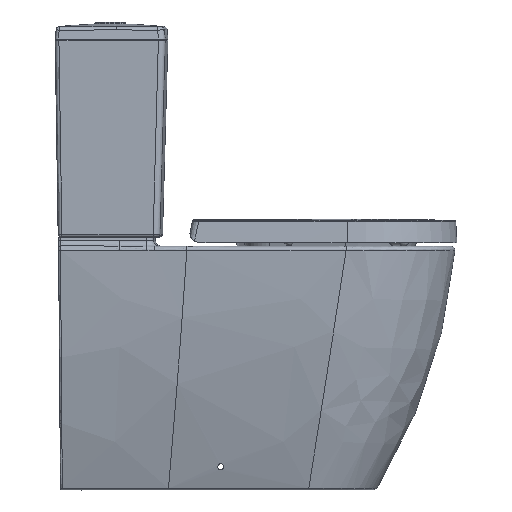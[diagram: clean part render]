
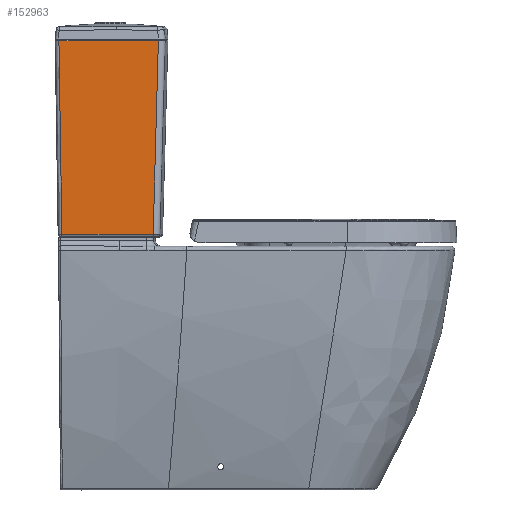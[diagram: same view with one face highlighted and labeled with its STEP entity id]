
A CAD part, front view. The second image highlights one B-rep face of the part: STEP entity #152963.
In plain terms, the highlighted face is planar.
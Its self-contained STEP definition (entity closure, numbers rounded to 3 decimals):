
#146145=CARTESIAN_POINT('',(194.955,-4.955,322.046));
#146146=VERTEX_POINT('',#146145);
#151388=CARTESIAN_POINT('',(190.076,149.682,4.923));
#151389=VERTEX_POINT('',#151388);
#151414=CARTESIAN_POINT('',(190.076,-0.076,4.923));
#151415=VERTEX_POINT('',#151414);
#151416=CARTESIAN_POINT('',(190.076,-0.076,4.923));
#151417=DIRECTION('',(0.0,1.0,0.0));
#151418=VECTOR('',#151417,149.758);
#151419=LINE('',#151416,#151418);
#151420=EDGE_CURVE('',#151415,#151389,#151419,.T.);
#152158=CARTESIAN_POINT('',(194.955,-4.955,322.046));
#152159=DIRECTION('',(-0.015,0.015,-1.));
#152160=VECTOR('',#152159,317.197);
#152161=LINE('',#152158,#152160);
#152162=EDGE_CURVE('',#146146,#151415,#152161,.T.);
#152902=CARTESIAN_POINT('',(194.955,158.229,322.045));
#152903=VERTEX_POINT('',#152902);
#152919=CARTESIAN_POINT('',(190.076,149.682,4.923));
#152920=CARTESIAN_POINT('',(190.56,150.529,36.389));
#152921=CARTESIAN_POINT('',(191.036,151.364,67.346));
#152922=CARTESIAN_POINT('',(191.511,152.195,98.183));
#152923=CARTESIAN_POINT('',(192.509,153.945,163.104));
#152924=CARTESIAN_POINT('',(193.508,155.696,228.024));
#152925=CARTESIAN_POINT('',(193.986,156.533,259.058));
#152926=CARTESIAN_POINT('',(194.466,157.373,290.259));
#152927=CARTESIAN_POINT('',(194.955,158.229,322.045));
#152928=B_SPLINE_CURVE_WITH_KNOTS('',5,(#152919,#152920,#152921,#152922,#152923,#152924,#152925,#152926,#152927),.UNSPECIFIED.,.F.,.U.,(6,3,6),(-415.79,-258.12,-98.516),.UNSPECIFIED.);
#152929=EDGE_CURVE('',#151389,#152903,#152928,.T.);
#152936=CARTESIAN_POINT('',(192.5,79.437,162.5));
#152937=DIRECTION('',(-1.,0.0,0.015));
#152938=DIRECTION('',(0.015,0.0,1.));
#152939=AXIS2_PLACEMENT_3D('',#152936,#152937,#152938);
#152940=PLANE('',#152939);
#152941=ORIENTED_EDGE('',*,*,#152929,.T.);
#152942=CARTESIAN_POINT('',(194.955,0.059,322.045));
#152943=VERTEX_POINT('',#152942);
#152944=CARTESIAN_POINT('',(194.955,0.059,322.045));
#152945=DIRECTION('',(0.0,1.0,0.0));
#152946=VECTOR('',#152945,158.17);
#152947=LINE('',#152944,#152946);
#152948=EDGE_CURVE('',#152943,#152903,#152947,.T.);
#152949=ORIENTED_EDGE('',*,*,#152948,.F.);
#152950=CARTESIAN_POINT('',(194.955,-4.955,322.046));
#152951=CARTESIAN_POINT('',(194.955,-4.159,322.045));
#152952=CARTESIAN_POINT('',(194.955,-3.637,322.045));
#152953=CARTESIAN_POINT('',(194.955,-1.451,322.046));
#152954=CARTESIAN_POINT('',(194.955,-0.109,322.046));
#152955=CARTESIAN_POINT('',(194.955,0.059,322.046));
#152956=B_SPLINE_CURVE_WITH_KNOTS('',3,(#152950,#152951,#152952,#152953,#152954,#152955),.UNSPECIFIED.,.F.,.U.,(4,2,4),(-0.11,-0.05,0.),.UNSPECIFIED.);
#152957=EDGE_CURVE('',#146146,#152943,#152956,.T.);
#152958=ORIENTED_EDGE('',*,*,#152957,.F.);
#152959=ORIENTED_EDGE('',*,*,#152162,.T.);
#152960=ORIENTED_EDGE('',*,*,#151420,.T.);
#152961=EDGE_LOOP('',(#152941,#152949,#152958,#152959,#152960));
#152962=FACE_OUTER_BOUND('',#152961,.T.);
#152963=ADVANCED_FACE('',(#152962),#152940,.F.);
